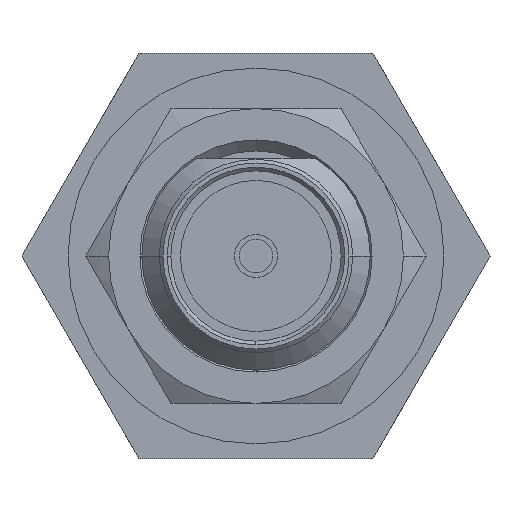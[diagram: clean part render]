
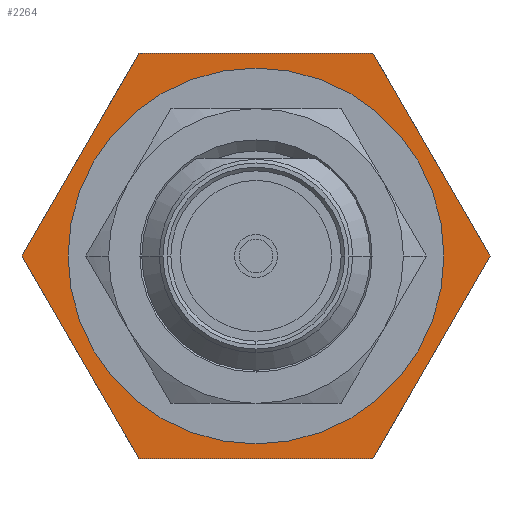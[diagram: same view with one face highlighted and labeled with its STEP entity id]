
A CAD part, left-side view. The second image highlights one B-rep face of the part: STEP entity #2264.
In plain terms, the highlighted planar face has unit normal (-1, 0, 0).
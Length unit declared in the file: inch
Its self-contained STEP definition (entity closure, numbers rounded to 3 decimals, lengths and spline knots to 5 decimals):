
#6 = DIRECTION ( 'NONE',  ( -1., 0., 0. ) ) ;
#66 = CARTESIAN_POINT ( 'NONE',  ( 0.41339, 0., 0. ) ) ;
#72 = EDGE_CURVE ( 'NONE', #377, #4234, #2439, .T. ) ;
#87 = DIRECTION ( 'NONE',  ( 0., 0., 1. ) ) ;
#100 = CIRCLE ( 'NONE', #1863, 0.19094 ) ;
#143 = LINE ( 'NONE', #1249, #1831 ) ;
#174 = EDGE_CURVE ( 'NONE', #1199, #377, #584, .T. ) ;
#204 = CARTESIAN_POINT ( 'NONE',  ( 0.41339, 0., -0.19094 ) ) ;
#224 = ORIENTED_EDGE ( 'NONE', *, *, #418, .F. ) ;
#237 = EDGE_CURVE ( 'NONE', #3907, #3442, #2588, .T. ) ;
#269 = VERTEX_POINT ( 'NONE', #204 ) ;
#294 = ORIENTED_EDGE ( 'NONE', *, *, #2555, .F. ) ;
#377 = VERTEX_POINT ( 'NONE', #379 ) ;
#379 = CARTESIAN_POINT ( 'NONE',  ( 0.41339, 0.25003, 0. ) ) ;
#418 = EDGE_CURVE ( 'NONE', #269, #3904, #100, .T. ) ;
#428 = CARTESIAN_POINT ( 'NONE',  ( 0.41339, 0.25003, 0. ) ) ;
#584 = LINE ( 'NONE', #3900, #4169 ) ;
#766 = VECTOR ( 'NONE', #3678, 39.37008 ) ;
#834 = FACE_OUTER_BOUND ( 'NONE', #4202, .T. ) ;
#990 = EDGE_LOOP ( 'NONE', ( #224, #1358 ) ) ;
#1016 = DIRECTION ( 'NONE',  ( 0., 1., 0. ) ) ;
#1027 = LINE ( 'NONE', #3978, #766 ) ;
#1109 = ORIENTED_EDGE ( 'NONE', *, *, #174, .F. ) ;
#1152 = VERTEX_POINT ( 'NONE', #2296 ) ;
#1174 = CARTESIAN_POINT ( 'NONE',  ( 0.41339, 0.12502, 0.21654 ) ) ;
#1199 = VERTEX_POINT ( 'NONE', #1998 ) ;
#1249 = CARTESIAN_POINT ( 'NONE',  ( 0.41339, 0.12502, 0.21654 ) ) ;
#1296 = VECTOR ( 'NONE', #2946, 39.37008 ) ;
#1358 = ORIENTED_EDGE ( 'NONE', *, *, #1720, .F. ) ;
#1381 = CARTESIAN_POINT ( 'NONE',  ( 0.41339, -0.12502, -0.21654 ) ) ;
#1475 = DIRECTION ( 'NONE',  ( -1., 0., 0. ) ) ;
#1604 = CARTESIAN_POINT ( 'NONE',  ( 0.41339, -0.25003, 0. ) ) ;
#1720 = EDGE_CURVE ( 'NONE', #3904, #269, #3592, .T. ) ;
#1831 = VECTOR ( 'NONE', #2860, 39.37008 ) ;
#1863 = AXIS2_PLACEMENT_3D ( 'NONE', #3030, #6, #3695 ) ;
#1998 = CARTESIAN_POINT ( 'NONE',  ( 0.41339, 0.12502, -0.21654 ) ) ;
#2134 = DIRECTION ( 'NONE',  ( 0., -0.5, 0.866 ) ) ;
#2189 = PLANE ( 'NONE',  #3033 ) ;
#2264 = ADVANCED_FACE ( 'NONE', ( #3839, #834 ), #2189, .T. ) ;
#2271 = AXIS2_PLACEMENT_3D ( 'NONE', #4117, #1475, #2468 ) ;
#2296 = CARTESIAN_POINT ( 'NONE',  ( 0.41339, -0.12502, 0.21654 ) ) ;
#2405 = ORIENTED_EDGE ( 'NONE', *, *, #237, .F. ) ;
#2439 = LINE ( 'NONE', #428, #3401 ) ;
#2468 = DIRECTION ( 'NONE',  ( 0., 0., 1. ) ) ;
#2555 = EDGE_CURVE ( 'NONE', #3442, #1199, #4000, .T. ) ;
#2588 = LINE ( 'NONE', #1604, #1296 ) ;
#2747 = VECTOR ( 'NONE', #1016, 39.37008 ) ;
#2860 = DIRECTION ( 'NONE',  ( 0., -1., 0. ) ) ;
#2884 = ORIENTED_EDGE ( 'NONE', *, *, #3120, .F. ) ;
#2946 = DIRECTION ( 'NONE',  ( 0., 0.5, -0.866 ) ) ;
#3030 = CARTESIAN_POINT ( 'NONE',  ( 0.41339, 0., 0. ) ) ;
#3033 = AXIS2_PLACEMENT_3D ( 'NONE', #66, #3118, #87 ) ;
#3118 = DIRECTION ( 'NONE',  ( -1., 0., 0. ) ) ;
#3120 = EDGE_CURVE ( 'NONE', #4234, #1152, #143, .T. ) ;
#3393 = CARTESIAN_POINT ( 'NONE',  ( 0.41339, -0.12502, -0.21654 ) ) ;
#3401 = VECTOR ( 'NONE', #2134, 39.37008 ) ;
#3442 = VERTEX_POINT ( 'NONE', #1381 ) ;
#3592 = CIRCLE ( 'NONE', #2271, 0.19094 ) ;
#3678 = DIRECTION ( 'NONE',  ( 0., -0.5, -0.866 ) ) ;
#3695 = DIRECTION ( 'NONE',  ( 0., 0., -1. ) ) ;
#3697 = EDGE_CURVE ( 'NONE', #1152, #3907, #1027, .T. ) ;
#3734 = ORIENTED_EDGE ( 'NONE', *, *, #3697, .F. ) ;
#3763 = CARTESIAN_POINT ( 'NONE',  ( 0.41339, -0.25003, 0. ) ) ;
#3799 = ORIENTED_EDGE ( 'NONE', *, *, #72, .F. ) ;
#3827 = CARTESIAN_POINT ( 'NONE',  ( 0.41339, 0., 0.19094 ) ) ;
#3839 = FACE_BOUND ( 'NONE', #990, .T. ) ;
#3850 = DIRECTION ( 'NONE',  ( 0., 0.5, 0.866 ) ) ;
#3900 = CARTESIAN_POINT ( 'NONE',  ( 0.41339, 0.12502, -0.21654 ) ) ;
#3904 = VERTEX_POINT ( 'NONE', #3827 ) ;
#3907 = VERTEX_POINT ( 'NONE', #3763 ) ;
#3978 = CARTESIAN_POINT ( 'NONE',  ( 0.41339, -0.12502, 0.21654 ) ) ;
#4000 = LINE ( 'NONE', #3393, #2747 ) ;
#4117 = CARTESIAN_POINT ( 'NONE',  ( 0.41339, 0., 0. ) ) ;
#4169 = VECTOR ( 'NONE', #3850, 39.37008 ) ;
#4202 = EDGE_LOOP ( 'NONE', ( #1109, #294, #2405, #3734, #2884, #3799 ) ) ;
#4234 = VERTEX_POINT ( 'NONE', #1174 ) ;
